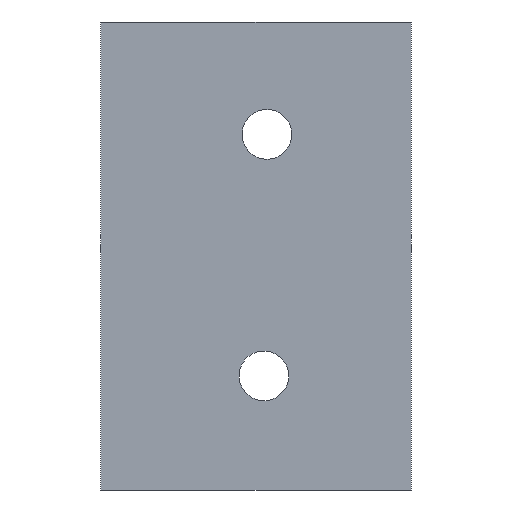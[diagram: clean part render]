
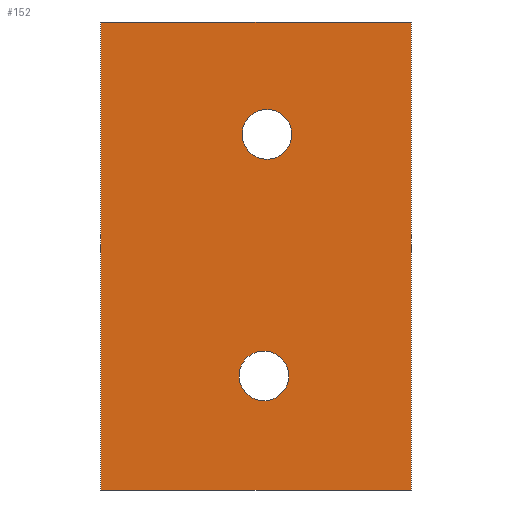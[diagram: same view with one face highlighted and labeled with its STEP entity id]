
A CAD part, left-side view. The second image highlights one B-rep face of the part: STEP entity #152.
In plain terms, the highlighted planar face has unit normal (-1, 0, 0).
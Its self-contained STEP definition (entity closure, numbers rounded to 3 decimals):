
#17=FACE_BOUND('',#43,.T.);
#18=FACE_BOUND('',#44,.T.);
#20=CIRCLE('',#171,1.6);
#22=CIRCLE('',#174,1.6);
#32=FACE_OUTER_BOUND('',#42,.T.);
#42=EDGE_LOOP('',(#133,#134,#135,#136));
#43=EDGE_LOOP('',(#137));
#44=EDGE_LOOP('',(#138));
#45=LINE('',#223,#59);
#49=LINE('',#232,#63);
#55=LINE('',#251,#69);
#57=LINE('',#254,#71);
#59=VECTOR('',#183,10.);
#63=VECTOR('',#189,10.);
#69=VECTOR('',#209,10.);
#71=VECTOR('',#213,10.);
#73=VERTEX_POINT('',#221);
#74=VERTEX_POINT('',#222);
#77=VERTEX_POINT('',#230);
#78=VERTEX_POINT('',#231);
#82=VERTEX_POINT('',#241);
#84=VERTEX_POINT('',#247);
#85=EDGE_CURVE('',#73,#74,#45,.T.);
#89=EDGE_CURVE('',#77,#78,#49,.T.);
#95=EDGE_CURVE('',#82,#82,#20,.T.);
#98=EDGE_CURVE('',#84,#84,#22,.T.);
#99=EDGE_CURVE('',#73,#78,#55,.T.);
#101=EDGE_CURVE('',#77,#74,#57,.T.);
#133=ORIENTED_EDGE('',*,*,#101,.T.);
#134=ORIENTED_EDGE('',*,*,#85,.F.);
#135=ORIENTED_EDGE('',*,*,#99,.T.);
#136=ORIENTED_EDGE('',*,*,#89,.F.);
#137=ORIENTED_EDGE('',*,*,#95,.T.);
#138=ORIENTED_EDGE('',*,*,#98,.T.);
#144=PLANE('',#178);
#152=ADVANCED_FACE('',(#32,#17,#18),#144,.F.);
#171=AXIS2_PLACEMENT_3D('',#243,#198,#199);
#174=AXIS2_PLACEMENT_3D('',#249,#205,#206);
#178=AXIS2_PLACEMENT_3D('',#257,#217,#218);
#183=DIRECTION('',(0.,0.,-1.));
#189=DIRECTION('',(0.,0.,1.));
#198=DIRECTION('center_axis',(1.,0.,0.));
#199=DIRECTION('ref_axis',(0.,1.,0.));
#205=DIRECTION('center_axis',(1.,0.,0.));
#206=DIRECTION('ref_axis',(0.,1.,0.));
#209=DIRECTION('',(0.,1.,0.));
#213=DIRECTION('',(0.,-1.,0.));
#217=DIRECTION('center_axis',(1.,0.,0.));
#218=DIRECTION('ref_axis',(0.,1.,0.));
#221=CARTESIAN_POINT('',(-8.558,538.,190.));
#222=CARTESIAN_POINT('',(-8.558,538.,159.894));
#223=CARTESIAN_POINT('',(-8.558,538.,159.894));
#230=CARTESIAN_POINT('',(-8.558,558.,159.894));
#231=CARTESIAN_POINT('',(-8.558,558.,190.));
#232=CARTESIAN_POINT('',(-8.558,558.,190.));
#241=CARTESIAN_POINT('',(-8.558,545.892,167.234));
#243=CARTESIAN_POINT('Origin',(-8.558,547.492,167.234));
#247=CARTESIAN_POINT('',(-8.558,545.697,182.772));
#249=CARTESIAN_POINT('Origin',(-8.558,547.297,182.772));
#251=CARTESIAN_POINT('',(-8.558,555.,190.));
#254=CARTESIAN_POINT('',(-8.558,555.,159.894));
#257=CARTESIAN_POINT('Origin',(-8.558,547.5,174.947));
